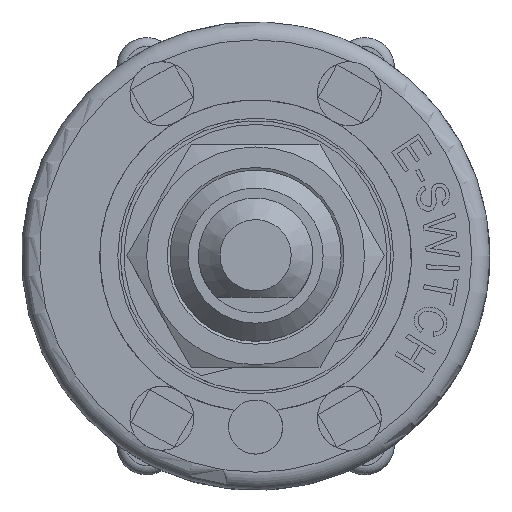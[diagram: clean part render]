
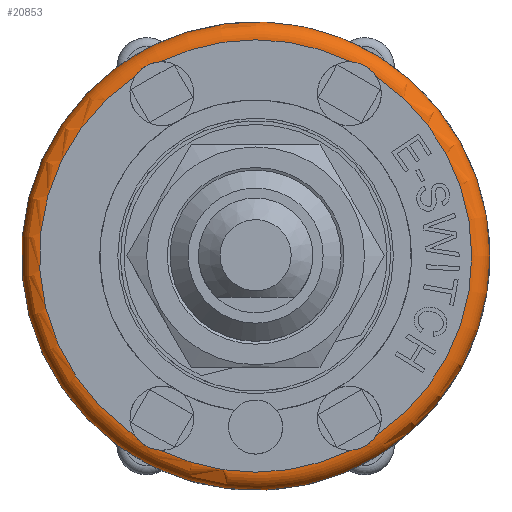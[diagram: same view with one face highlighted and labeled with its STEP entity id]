
A CAD part, top view. The second image highlights one B-rep face of the part: STEP entity #20853.
In plain terms, the highlighted toroidal (fillet/blend) face has major radius 12 mm and minor radius 1 mm.
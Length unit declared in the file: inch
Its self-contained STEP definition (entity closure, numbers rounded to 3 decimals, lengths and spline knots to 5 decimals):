
#20203=CARTESIAN_POINT('',(0.51181,0.0,0.37402));
#20204=VERTEX_POINT('',#20203);
#20205=CARTESIAN_POINT('',(0.0,0.0,0.37402));
#20206=DIRECTION('',(0.0,0.0,1.0));
#20207=DIRECTION('',(-1.0,0.0,0.0));
#20208=AXIS2_PLACEMENT_3D('',#20205,#20206,#20207);
#20209=CIRCLE('',#20208,0.51181);
#20210=EDGE_CURVE('',#20204,#20204,#20209,.T.);
#20453=CARTESIAN_POINT('',(-0.26379,0.39194,0.41339));
#20454=VERTEX_POINT('',#20453);
#20463=CARTESIAN_POINT('',(-0.20753,0.42442,0.41339));
#20464=VERTEX_POINT('',#20463);
#20472=CARTESIAN_POINT('',(-0.26379,0.39194,0.41339));
#20473=CARTESIAN_POINT('',(-0.26063,0.39693,0.41339));
#20474=CARTESIAN_POINT('',(-0.25684,0.40153,0.41318));
#20475=CARTESIAN_POINT('',(-0.25019,0.40776,0.41294));
#20476=CARTESIAN_POINT('',(-0.24774,0.40975,0.41287));
#20477=CARTESIAN_POINT('',(-0.24411,0.41233,0.41281));
#20478=CARTESIAN_POINT('',(-0.24303,0.41306,0.41279));
#20479=CARTESIAN_POINT('',(-0.24115,0.41424,0.41278));
#20480=CARTESIAN_POINT('',(-0.24035,0.41472,0.41278));
#20481=CARTESIAN_POINT('',(-0.23874,0.41565,0.41278));
#20482=CARTESIAN_POINT('',(-0.23791,0.4161,0.41278));
#20483=CARTESIAN_POINT('',(-0.23586,0.41717,0.4128));
#20484=CARTESIAN_POINT('',(-0.23462,0.41777,0.41281));
#20485=CARTESIAN_POINT('',(-0.23029,0.41972,0.41288));
#20486=CARTESIAN_POINT('',(-0.22713,0.42087,0.41296));
#20487=CARTESIAN_POINT('',(-0.2184,0.42336,0.41321));
#20488=CARTESIAN_POINT('',(-0.2129,0.4242,0.41339));
#20489=CARTESIAN_POINT('',(-0.20753,0.42442,0.41339));
#20490=B_SPLINE_CURVE_WITH_KNOTS('',3,(#20472,#20473,#20474,#20475,#20476,#20477,#20478,#20479,#20480,#20481,#20482,#20483,#20484,#20485,#20486,#20487,#20488,#20489),.UNSPECIFIED.,.F.,.U.,(4,2,2,2,2,2,2,2,4),(-0.30321,-0.28459,-0.27477,-0.27072,-0.26786,-0.26495,-0.2607,-0.25033,-0.23279),.UNSPECIFIED.);
#20491=EDGE_CURVE('',#20454,#20464,#20490,.T.);
#20527=CARTESIAN_POINT('',(-0.26379,-0.39194,0.41339));
#20528=VERTEX_POINT('',#20527);
#20538=CARTESIAN_POINT('',(-0.20753,-0.42442,0.41339));
#20539=VERTEX_POINT('',#20538);
#20540=CARTESIAN_POINT('',(-0.20753,-0.42442,0.41339));
#20541=CARTESIAN_POINT('',(-0.21344,-0.42418,0.41339));
#20542=CARTESIAN_POINT('',(-0.21932,-0.42319,0.41318));
#20543=CARTESIAN_POINT('',(-0.22803,-0.42055,0.41294));
#20544=CARTESIAN_POINT('',(-0.23098,-0.41943,0.41287));
#20545=CARTESIAN_POINT('',(-0.23503,-0.41757,0.41281));
#20546=CARTESIAN_POINT('',(-0.2362,-0.417,0.41279));
#20547=CARTESIAN_POINT('',(-0.23817,-0.41596,0.41278));
#20548=CARTESIAN_POINT('',(-0.23898,-0.41551,0.41278));
#20549=CARTESIAN_POINT('',(-0.24059,-0.41458,0.41278));
#20550=CARTESIAN_POINT('',(-0.2414,-0.41409,0.41278));
#20551=CARTESIAN_POINT('',(-0.24335,-0.41285,0.4128));
#20552=CARTESIAN_POINT('',(-0.24449,-0.41207,0.41281));
#20553=CARTESIAN_POINT('',(-0.24834,-0.4093,0.41288));
#20554=CARTESIAN_POINT('',(-0.25092,-0.40713,0.41296));
#20555=CARTESIAN_POINT('',(-0.25744,-0.40082,0.41321));
#20556=CARTESIAN_POINT('',(-0.26092,-0.39648,0.41339));
#20557=CARTESIAN_POINT('',(-0.26379,-0.39194,0.41339));
#20558=B_SPLINE_CURVE_WITH_KNOTS('',3,(#20540,#20541,#20542,#20543,#20544,#20545,#20546,#20547,#20548,#20549,#20550,#20551,#20552,#20553,#20554,#20555,#20556,#20557),.UNSPECIFIED.,.F.,.U.,(4,2,2,2,2,2,2,2,4),(-0.30321,-0.28459,-0.27477,-0.27072,-0.26786,-0.26495,-0.2607,-0.25033,-0.23279),.UNSPECIFIED.);
#20559=EDGE_CURVE('',#20539,#20528,#20558,.T.);
#20627=CARTESIAN_POINT('',(0.20753,-0.42442,0.41339));
#20628=VERTEX_POINT('',#20627);
#20638=CARTESIAN_POINT('',(0.26379,-0.39194,0.41339));
#20639=VERTEX_POINT('',#20638);
#20640=CARTESIAN_POINT('',(0.26379,-0.39194,0.41339));
#20641=CARTESIAN_POINT('',(0.26063,-0.39693,0.41339));
#20642=CARTESIAN_POINT('',(0.25684,-0.40153,0.41318));
#20643=CARTESIAN_POINT('',(0.25019,-0.40776,0.41294));
#20644=CARTESIAN_POINT('',(0.24774,-0.40975,0.41287));
#20645=CARTESIAN_POINT('',(0.24411,-0.41233,0.41281));
#20646=CARTESIAN_POINT('',(0.24303,-0.41306,0.41279));
#20647=CARTESIAN_POINT('',(0.24115,-0.41424,0.41278));
#20648=CARTESIAN_POINT('',(0.24035,-0.41472,0.41278));
#20649=CARTESIAN_POINT('',(0.23874,-0.41565,0.41278));
#20650=CARTESIAN_POINT('',(0.23791,-0.4161,0.41278));
#20651=CARTESIAN_POINT('',(0.23586,-0.41717,0.4128));
#20652=CARTESIAN_POINT('',(0.23462,-0.41777,0.41281));
#20653=CARTESIAN_POINT('',(0.23029,-0.41972,0.41288));
#20654=CARTESIAN_POINT('',(0.22713,-0.42087,0.41296));
#20655=CARTESIAN_POINT('',(0.2184,-0.42336,0.41321));
#20656=CARTESIAN_POINT('',(0.2129,-0.4242,0.41339));
#20657=CARTESIAN_POINT('',(0.20753,-0.42442,0.41339));
#20658=B_SPLINE_CURVE_WITH_KNOTS('',3,(#20640,#20641,#20642,#20643,#20644,#20645,#20646,#20647,#20648,#20649,#20650,#20651,#20652,#20653,#20654,#20655,#20656,#20657),.UNSPECIFIED.,.F.,.U.,(4,2,2,2,2,2,2,2,4),(-0.30321,-0.28459,-0.27477,-0.27072,-0.26786,-0.26495,-0.2607,-0.25033,-0.23279),.UNSPECIFIED.);
#20659=EDGE_CURVE('',#20639,#20628,#20658,.T.);
#20753=CARTESIAN_POINT('',(0.20753,0.42442,0.41339));
#20754=VERTEX_POINT('',#20753);
#20763=CARTESIAN_POINT('',(0.26379,0.39194,0.41339));
#20764=VERTEX_POINT('',#20763);
#20772=CARTESIAN_POINT('',(0.20753,0.42442,0.41339));
#20773=CARTESIAN_POINT('',(0.21344,0.42418,0.41339));
#20774=CARTESIAN_POINT('',(0.21932,0.42319,0.41318));
#20775=CARTESIAN_POINT('',(0.22803,0.42055,0.41294));
#20776=CARTESIAN_POINT('',(0.23098,0.41943,0.41287));
#20777=CARTESIAN_POINT('',(0.23503,0.41757,0.41281));
#20778=CARTESIAN_POINT('',(0.2362,0.417,0.41279));
#20779=CARTESIAN_POINT('',(0.23817,0.41596,0.41278));
#20780=CARTESIAN_POINT('',(0.23898,0.41551,0.41278));
#20781=CARTESIAN_POINT('',(0.24059,0.41458,0.41278));
#20782=CARTESIAN_POINT('',(0.2414,0.41409,0.41278));
#20783=CARTESIAN_POINT('',(0.24335,0.41285,0.4128));
#20784=CARTESIAN_POINT('',(0.24449,0.41207,0.41281));
#20785=CARTESIAN_POINT('',(0.24834,0.4093,0.41288));
#20786=CARTESIAN_POINT('',(0.25092,0.40713,0.41296));
#20787=CARTESIAN_POINT('',(0.25744,0.40082,0.41321));
#20788=CARTESIAN_POINT('',(0.26092,0.39648,0.41339));
#20789=CARTESIAN_POINT('',(0.26379,0.39194,0.41339));
#20790=B_SPLINE_CURVE_WITH_KNOTS('',3,(#20772,#20773,#20774,#20775,#20776,#20777,#20778,#20779,#20780,#20781,#20782,#20783,#20784,#20785,#20786,#20787,#20788,#20789),.UNSPECIFIED.,.F.,.U.,(4,2,2,2,2,2,2,2,4),(-0.30321,-0.28459,-0.27477,-0.27072,-0.26786,-0.26495,-0.2607,-0.25033,-0.23279),.UNSPECIFIED.);
#20791=EDGE_CURVE('',#20754,#20764,#20790,.T.);
#20811=CARTESIAN_POINT('',(0.0,0.0,0.37402));
#20812=DIRECTION('',(0.0,0.0,-1.0));
#20813=DIRECTION('',(-1.0,0.0,0.0));
#20814=AXIS2_PLACEMENT_3D('',#20811,#20812,#20813);
#20815=TOROIDAL_SURFACE('',#20814,0.47244,0.03937);
#20816=ORIENTED_EDGE('',*,*,#20210,.T.);
#20817=EDGE_LOOP('',(#20816));
#20818=FACE_OUTER_BOUND('',#20817,.T.);
#20819=CARTESIAN_POINT('',(0.0,0.0,0.41339));
#20820=DIRECTION('',(0.0,0.0,-1.0));
#20821=DIRECTION('',(-1.0,0.0,0.0));
#20822=AXIS2_PLACEMENT_3D('',#20819,#20820,#20821);
#20823=CIRCLE('',#20822,0.47244);
#20824=EDGE_CURVE('',#20528,#20454,#20823,.T.);
#20825=ORIENTED_EDGE('',*,*,#20824,.T.);
#20826=ORIENTED_EDGE('',*,*,#20491,.T.);
#20827=CARTESIAN_POINT('',(0.0,0.0,0.41339));
#20828=DIRECTION('',(0.0,0.0,-1.0));
#20829=DIRECTION('',(-1.0,0.0,0.0));
#20830=AXIS2_PLACEMENT_3D('',#20827,#20828,#20829);
#20831=CIRCLE('',#20830,0.47244);
#20832=EDGE_CURVE('',#20464,#20754,#20831,.T.);
#20833=ORIENTED_EDGE('',*,*,#20832,.T.);
#20834=ORIENTED_EDGE('',*,*,#20791,.T.);
#20835=CARTESIAN_POINT('',(0.0,0.0,0.41339));
#20836=DIRECTION('',(0.0,0.0,-1.0));
#20837=DIRECTION('',(-1.0,0.0,0.0));
#20838=AXIS2_PLACEMENT_3D('',#20835,#20836,#20837);
#20839=CIRCLE('',#20838,0.47244);
#20840=EDGE_CURVE('',#20764,#20639,#20839,.T.);
#20841=ORIENTED_EDGE('',*,*,#20840,.T.);
#20842=ORIENTED_EDGE('',*,*,#20659,.T.);
#20843=CARTESIAN_POINT('',(0.0,0.0,0.41339));
#20844=DIRECTION('',(0.0,0.0,-1.0));
#20845=DIRECTION('',(-1.0,0.0,0.0));
#20846=AXIS2_PLACEMENT_3D('',#20843,#20844,#20845);
#20847=CIRCLE('',#20846,0.47244);
#20848=EDGE_CURVE('',#20628,#20539,#20847,.T.);
#20849=ORIENTED_EDGE('',*,*,#20848,.T.);
#20850=ORIENTED_EDGE('',*,*,#20559,.T.);
#20851=EDGE_LOOP('',(#20825,#20826,#20833,#20834,#20841,#20842,#20849,#20850));
#20852=FACE_BOUND('',#20851,.T.);
#20853=ADVANCED_FACE('',(#20818,#20852),#20815,.T.);
